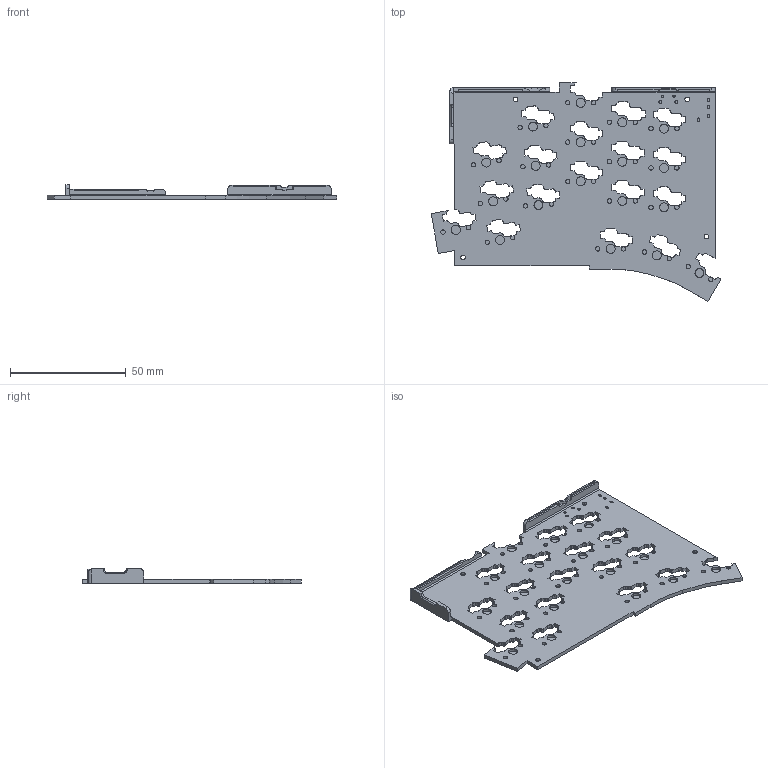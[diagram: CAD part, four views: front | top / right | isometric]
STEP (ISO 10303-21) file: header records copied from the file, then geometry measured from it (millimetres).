
FILE_DESCRIPTION (( 'STEP AP214' ), '1' );
FILE_NAME ('TOTEM_case_ble_bottom_L_V.08.step', '2024-11-25T10:16:19', ( '' ), ( '' ), 'SwSTEP 2.0', 'SolidWorks 2022', '' );
FILE_SCHEMA (( 'AUTOMOTIVE_DESIGN' ));
Length unit declared in the file: millimetre
Products named in the file (1): TOTEM_case_ble_bottom_L_V.08
Bounding box: 125.13 x 94.46 x 6.39 mm (x, y, z)
Volume: 13415.3 mm3; surface area: 19012.2 mm2
Topology: 1 solids, 1 shells, 994 faces, 2789 edges, 1849 vertices
Faces by surface type: plane 466, bspline 346, cylinder 168, cone 14
Entity records: 34282 total; most frequent: CARTESIAN_POINT 10713, ORIENTED_EDGE 5578, DIRECTION 3734, EDGE_CURVE 2789, VERTEX_POINT 1849, VECTOR 1752, LINE 1752, EDGE_LOOP 1086
